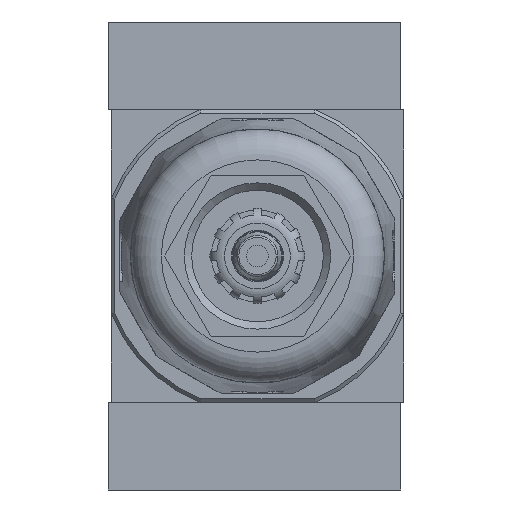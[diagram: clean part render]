
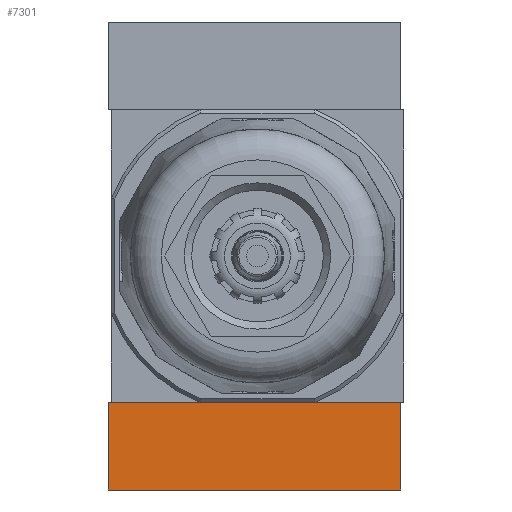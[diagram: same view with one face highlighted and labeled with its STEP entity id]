
A CAD part, front view. The second image highlights one B-rep face of the part: STEP entity #7301.
In plain terms, the highlighted face is planar.
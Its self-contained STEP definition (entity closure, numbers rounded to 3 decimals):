
#397=LINE('',#11369,#807);
#402=LINE('',#11383,#812);
#404=LINE('',#11387,#814);
#405=LINE('',#11388,#815);
#807=VECTOR('',#8992,1000.);
#812=VECTOR('',#9005,1000.);
#814=VECTOR('',#9009,1000.);
#815=VECTOR('',#9010,1000.);
#1108=PLANE('',#7825);
#2200=ORIENTED_EDGE('',*,*,#3497,.T.);
#2201=ORIENTED_EDGE('',*,*,#3488,.F.);
#2202=ORIENTED_EDGE('',*,*,#3498,.F.);
#2203=ORIENTED_EDGE('',*,*,#3495,.T.);
#3488=EDGE_CURVE('',#4210,#4207,#397,.T.);
#3495=EDGE_CURVE('',#4216,#4215,#402,.T.);
#3497=EDGE_CURVE('',#4215,#4207,#404,.T.);
#3498=EDGE_CURVE('',#4216,#4210,#405,.T.);
#4207=VERTEX_POINT('',#11363);
#4210=VERTEX_POINT('',#11368);
#4215=VERTEX_POINT('',#11382);
#4216=VERTEX_POINT('',#11384);
#5042=EDGE_LOOP('',(#2200,#2201,#2202,#2203));
#5556=FACE_BOUND('',#5042,.T.);
#7301=ADVANCED_FACE('',(#5556),#1108,.F.);
#7825=AXIS2_PLACEMENT_3D('',#11386,#9007,#9008);
#8992=DIRECTION('',(0.,0.,-1.));
#9005=DIRECTION('',(0.,0.,-1.));
#9007=DIRECTION('',(0.,-1.,0.));
#9008=DIRECTION('',(0.,0.,-1.));
#9009=DIRECTION('',(-1.,0.,0.));
#9010=DIRECTION('',(-1.,0.,0.));
#11363=CARTESIAN_POINT('',(-20.,10.,-6.));
#11368=CARTESIAN_POINT('',(-20.,10.,6.));
#11369=CARTESIAN_POINT('',(-20.,10.,6.));
#11382=CARTESIAN_POINT('',(20.,10.,-6.));
#11383=CARTESIAN_POINT('',(20.,10.,6.));
#11384=CARTESIAN_POINT('',(20.,10.,6.));
#11386=CARTESIAN_POINT('',(20.,10.,6.));
#11387=CARTESIAN_POINT('',(20.,10.,-6.));
#11388=CARTESIAN_POINT('',(20.,10.,6.));
